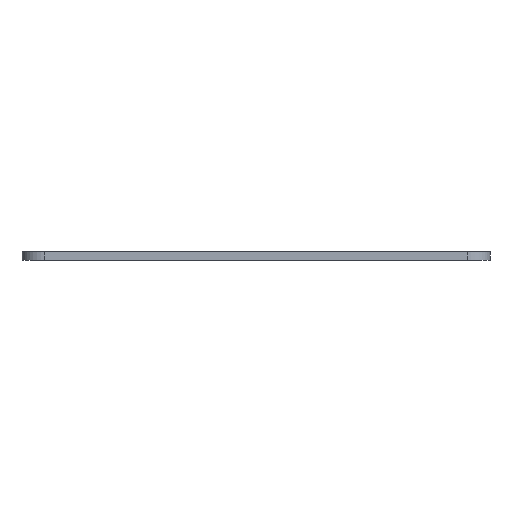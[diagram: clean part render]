
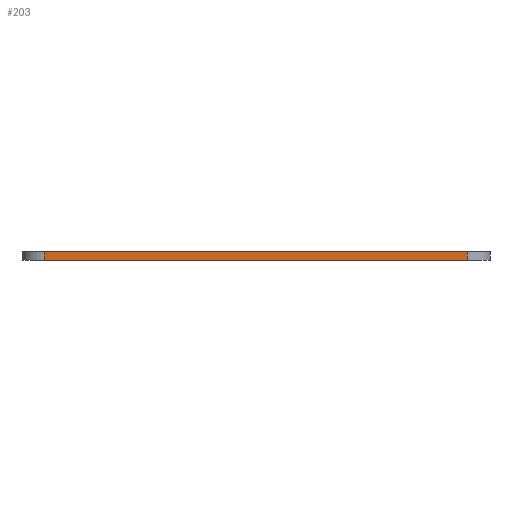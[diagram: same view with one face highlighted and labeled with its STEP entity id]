
A CAD part, left-side view. The second image highlights one B-rep face of the part: STEP entity #203.
In plain terms, the highlighted planar face has unit normal (-1, 0, 0).
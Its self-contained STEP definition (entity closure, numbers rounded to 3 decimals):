
#155=FACE_OUTER_BOUND('',#353,.T.);
#203=ADVANCED_FACE('',(#155),#239,.T.);
#239=PLANE('',#2064);
#353=EDGE_LOOP('',(#688,#689,#690,#691));
#688=ORIENTED_EDGE('',*,*,#928,.F.);
#689=ORIENTED_EDGE('',*,*,#1040,.T.);
#690=ORIENTED_EDGE('',*,*,#1021,.F.);
#691=ORIENTED_EDGE('',*,*,#1041,.F.);
#778=VERTEX_POINT('',#2775);
#779=VERTEX_POINT('',#2777);
#863=VERTEX_POINT('',#3061);
#864=VERTEX_POINT('',#3063);
#928=EDGE_CURVE('',#778,#779,#1478,.T.);
#1021=EDGE_CURVE('',#863,#864,#1540,.T.);
#1040=EDGE_CURVE('',#778,#864,#1557,.T.);
#1041=EDGE_CURVE('',#779,#863,#1558,.T.);
#1478=LINE('',#2776,#1686);
#1540=LINE('',#3062,#1748);
#1557=LINE('',#3099,#1765);
#1558=LINE('',#3101,#1766);
#1686=VECTOR('',#2241,1.);
#1748=VECTOR('',#2407,1.);
#1765=VECTOR('',#2456,1.);
#1766=VECTOR('',#2459,1.);
#2064=AXIS2_PLACEMENT_3D('',#3102,#2460,#2461);
#2241=DIRECTION('',(0.,1.,0.));
#2407=DIRECTION('',(0.,-1.,0.));
#2456=DIRECTION('',(0.,0.,1.));
#2459=DIRECTION('',(0.,0.,1.));
#2460=DIRECTION('',(-1.,0.,0.));
#2461=DIRECTION('',(0.,-1.,0.));
#2775=CARTESIAN_POINT('',(-35.998,-101.511,0.));
#2776=CARTESIAN_POINT('',(-35.998,-101.511,0.));
#2777=CARTESIAN_POINT('',(-35.998,47.489,0.));
#3061=CARTESIAN_POINT('',(-35.998,47.489,3.));
#3062=CARTESIAN_POINT('',(-35.998,47.489,3.));
#3063=CARTESIAN_POINT('',(-35.998,-101.511,3.));
#3099=CARTESIAN_POINT('',(-35.998,-101.511,0.));
#3101=CARTESIAN_POINT('',(-35.998,47.489,0.));
#3102=CARTESIAN_POINT('',(-35.998,47.489,0.));
